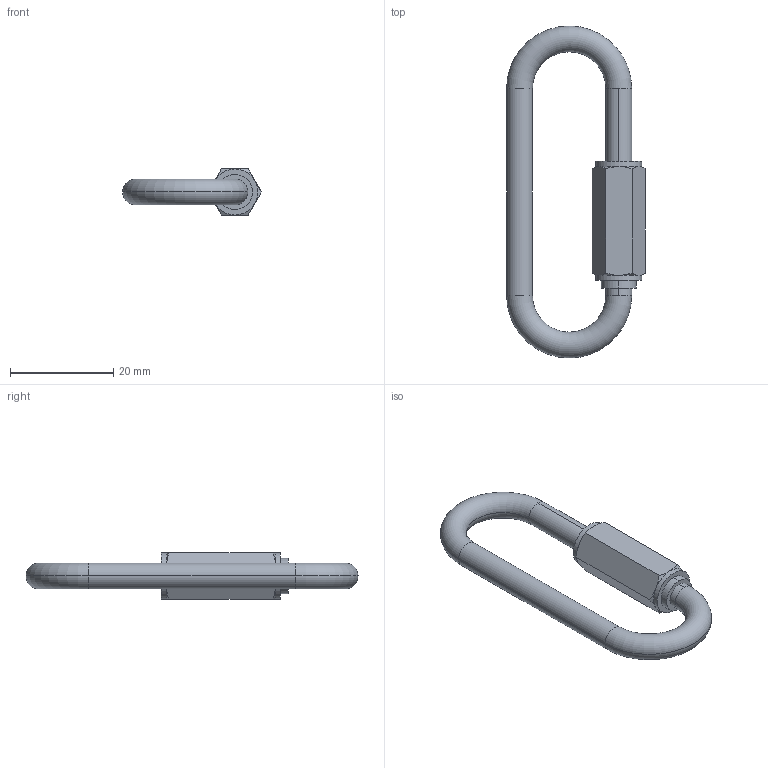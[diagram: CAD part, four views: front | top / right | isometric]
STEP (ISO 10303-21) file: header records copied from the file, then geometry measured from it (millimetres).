
FILE_DESCRIPTION (( 'STEP AP203' ), '1' );
FILE_NAME ('100079005.step', '2017-10-27T13:53:02', ( '' ), ( '' ), 'SwSTEP 2.0', 'SolidWorks 2015', '' );
FILE_SCHEMA (( 'CONFIG_CONTROL_DESIGN' ));
Length unit declared in the file: millimetre
Products named in the file (3): 100079005; 10007800X Teil2_100079005 Teil2; 10007800X Teil1_100079005 Teil1
Assembly tree (2 placements, depth 2):
  100079005
    10007800X Teil1_100079005 Teil1
    10007800X Teil2_100079005 Teil2
Bounding box: 26.84 x 64.2 x 8.9 mm (x, y, z)
Volume: 3811.2 mm3; surface area: 3340.1 mm2
Topology: 2 solids, 2 shells, 64 faces, 134 edges, 76 vertices
Faces by surface type: cylinder 22, cone 22, plane 12, torus 8
Entity records: 2055 total; most frequent: CARTESIAN_POINT 383, DIRECTION 320, ORIENTED_EDGE 268, AXIS2_PLACEMENT_3D 141, EDGE_CURVE 134, VERTEX_POINT 76, CIRCLE 72, EDGE_LOOP 68
